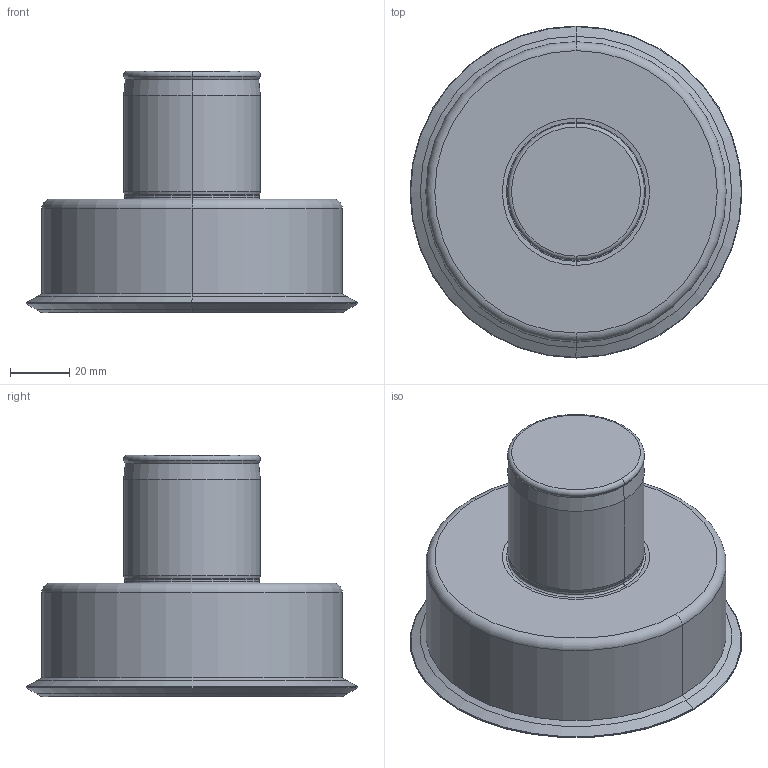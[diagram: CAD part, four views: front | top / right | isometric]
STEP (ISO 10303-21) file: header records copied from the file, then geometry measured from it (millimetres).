
FILE_DESCRIPTION((''),'2;1');
FILE_NAME('17Y1E112064K8R00','2015-11-07T',('STEINER'),(''),'PRO/ENGINEER BY PARAMETRIC TECHNOLOGY CORPORATION, 2011490','PRO/ENGINEER BY PARAMETRIC TECHNOLOGY CORPORATION, 2011490','');
FILE_SCHEMA(('AUTOMOTIVE_DESIGN { 1 2 10303 214 0 1 1 1 }'));
Length unit declared in the file: millimetre
Products named in the file (3): NOCUT; CUT; 17Y1E112064K8R00
Assembly tree (2 placements, depth 2):
  17Y1E112064K8R00
    NOCUT
    CUT
Bounding box: 111.65 x 111.65 x 81.17 mm (x, y, z)
Volume: 380637.4 mm3; surface area: 42067.5 mm2
Topology: 2 solids, 2 shells, 48 faces, 103 edges, 70 vertices
Faces by surface type: cone 14, torus 10, cylinder 10, revolution 8, plane 6
Entity records: 2324 total; most frequent: CARTESIAN_POINT 722, DIRECTION 275, ORIENTED_EDGE 188, AXIS2_PLACEMENT_3D 118, PRESENTATION_STYLE_ASSIGNMENT 110, STYLED_ITEM 110, CURVE_STYLE 108, EDGE_CURVE 94
